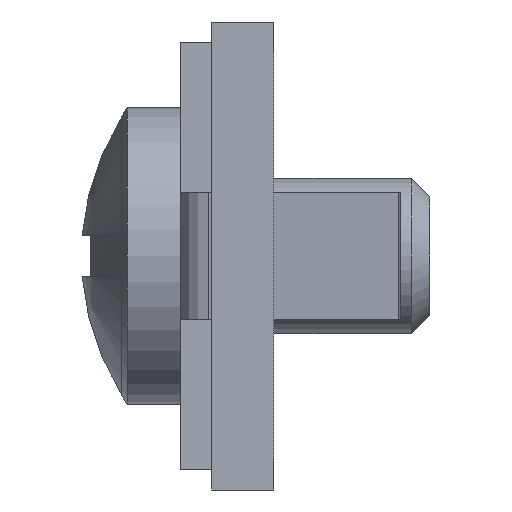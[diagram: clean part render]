
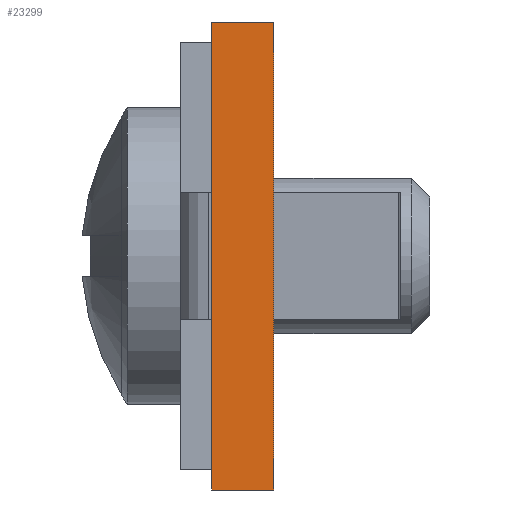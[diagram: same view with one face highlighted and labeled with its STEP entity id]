
A CAD part, left-side view. The second image highlights one B-rep face of the part: STEP entity #23299.
In plain terms, the highlighted planar face has unit normal (-1, 0, 0).
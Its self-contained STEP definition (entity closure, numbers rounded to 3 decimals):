
#1673 = CARTESIAN_POINT ( 'NONE',  ( -6.75, 1.5, -15. ) ) ;
#1675 = DIRECTION ( 'NONE',  ( 0., 0., 1. ) ) ;
#1679 = LINE ( 'NONE', #1673, #21910 ) ;
#6436 = EDGE_CURVE ( 'NONE', #25261, #25277, #1679, .T. ) ;
#9679 = CARTESIAN_POINT ( 'NONE',  ( -6.75, -0.5, -15. ) ) ;
#16492 = CARTESIAN_POINT ( 'NONE',  ( -6.75, -0.5, 0. ) ) ;
#17839 = EDGE_LOOP ( 'NONE', ( #37487, #37499, #37469, #37516 ) ) ;
#21910 = VECTOR ( 'NONE', #1675, 1000. ) ;
#23299 = ADVANCED_FACE ( 'NONE', ( #51723 ), #51725, .F. ) ;
#23600 = EDGE_CURVE ( 'NONE', #48994, #25277, #29945, .T. ) ;
#23630 = EDGE_CURVE ( 'NONE', #25261, #33633, #30138, .T. ) ;
#23639 = EDGE_CURVE ( 'NONE', #48994, #33633, #30136, .T. ) ;
#25261 = VERTEX_POINT ( 'NONE', #52938 ) ;
#25277 = VERTEX_POINT ( 'NONE', #52999 ) ;
#28723 = VECTOR ( 'NONE', #30114, 1000. ) ;
#28760 = VECTOR ( 'NONE', #29964, 1000. ) ;
#28834 = VECTOR ( 'NONE', #30103, 1000. ) ;
#29945 = LINE ( 'NONE', #29958, #28760 ) ;
#29958 = CARTESIAN_POINT ( 'NONE',  ( -6.75, 1.5, 0. ) ) ;
#29964 = DIRECTION ( 'NONE',  ( 0., 1., 0. ) ) ;
#30098 = CARTESIAN_POINT ( 'NONE',  ( -6.75, -0.5, 0. ) ) ;
#30103 = DIRECTION ( 'NONE',  ( 0., 0., -1. ) ) ;
#30114 = DIRECTION ( 'NONE',  ( 0., -1., 0. ) ) ;
#30121 = CARTESIAN_POINT ( 'NONE',  ( -6.75, 1.5, -15. ) ) ;
#30136 = LINE ( 'NONE', #30098, #28834 ) ;
#30138 = LINE ( 'NONE', #30121, #28723 ) ;
#33633 = VERTEX_POINT ( 'NONE', #9679 ) ;
#36455 = AXIS2_PLACEMENT_3D ( 'NONE', #51690, #51699, #51700 ) ;
#37469 = ORIENTED_EDGE ( 'NONE', *, *, #23630, .T. ) ;
#37487 = ORIENTED_EDGE ( 'NONE', *, *, #23600, .T. ) ;
#37499 = ORIENTED_EDGE ( 'NONE', *, *, #6436, .F. ) ;
#37516 = ORIENTED_EDGE ( 'NONE', *, *, #23639, .F. ) ;
#48994 = VERTEX_POINT ( 'NONE', #16492 ) ;
#51690 = CARTESIAN_POINT ( 'NONE',  ( -6.75, 1.5, 0. ) ) ;
#51699 = DIRECTION ( 'NONE',  ( 1., 0., 0. ) ) ;
#51700 = DIRECTION ( 'NONE',  ( 0., 0., -1. ) ) ;
#51723 = FACE_OUTER_BOUND ( 'NONE', #17839, .T. ) ;
#51725 = PLANE ( 'NONE',  #36455 ) ;
#52938 = CARTESIAN_POINT ( 'NONE',  ( -6.75, 1.5, -15. ) ) ;
#52999 = CARTESIAN_POINT ( 'NONE',  ( -6.75, 1.5, 0. ) ) ;
